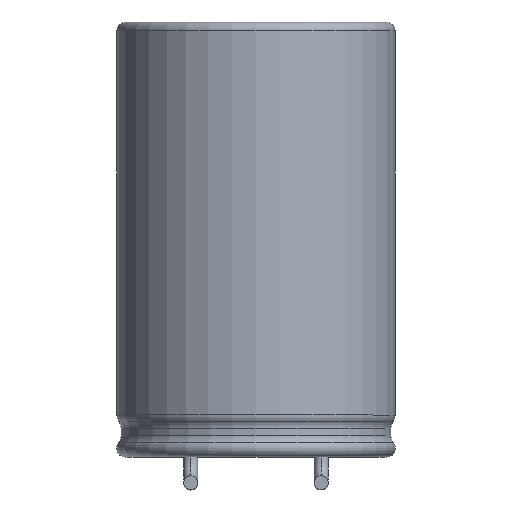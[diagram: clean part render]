
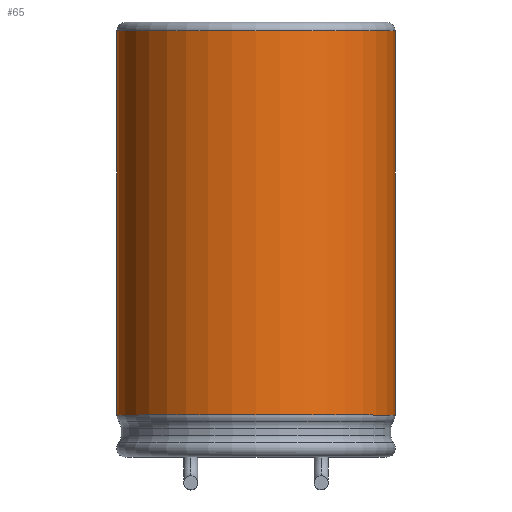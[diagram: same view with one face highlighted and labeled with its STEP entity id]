
A CAD part, top view. The second image highlights one B-rep face of the part: STEP entity #65.
In plain terms, the highlighted cylindrical face has radius 8 mm (diameter 16 mm), a partial arc.
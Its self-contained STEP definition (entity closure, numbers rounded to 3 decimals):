
#23 = CARTESIAN_POINT ( 'NONE',  ( 0., 24.5, 0. ) ) ;
#42 = VERTEX_POINT ( 'NONE', #1319 ) ;
#65 = ADVANCED_FACE ( 'NONE', ( #1184 ), #674, .T. ) ;
#86 = CARTESIAN_POINT ( 'NONE',  ( 0., 2.408, 0. ) ) ;
#201 = AXIS2_PLACEMENT_3D ( 'NONE', #86, #1580, #1394 ) ;
#219 = VERTEX_POINT ( 'NONE', #1088 ) ;
#222 = VECTOR ( 'NONE', #647, 1000. ) ;
#354 = ORIENTED_EDGE ( 'NONE', *, *, #963, .T. ) ;
#542 = CIRCLE ( 'NONE', #1692, 8. ) ;
#594 = ORIENTED_EDGE ( 'NONE', *, *, #1374, .T. ) ;
#647 = DIRECTION ( 'NONE',  ( 0., -1., 0. ) ) ;
#662 = LINE ( 'NONE', #1280, #222 ) ;
#674 = CYLINDRICAL_SURFACE ( 'NONE', #1337, 8. ) ;
#697 = ORIENTED_EDGE ( 'NONE', *, *, #1991, .F. ) ;
#831 = DIRECTION ( 'NONE',  ( 0., -1., 0. ) ) ;
#963 = EDGE_CURVE ( 'NONE', #219, #1937, #662, .T. ) ;
#1088 = CARTESIAN_POINT ( 'NONE',  ( -8., 24.5, 0. ) ) ;
#1144 = VERTEX_POINT ( 'NONE', #1730 ) ;
#1184 = FACE_OUTER_BOUND ( 'NONE', #1946, .T. ) ;
#1280 = CARTESIAN_POINT ( 'NONE',  ( -8., 25., 0. ) ) ;
#1319 = CARTESIAN_POINT ( 'NONE',  ( 8., 24.5, 0. ) ) ;
#1320 = DIRECTION ( 'NONE',  ( -1., 0., 0. ) ) ;
#1329 = CIRCLE ( 'NONE', #201, 8. ) ;
#1330 = CARTESIAN_POINT ( 'NONE',  ( 0., 25., 0. ) ) ;
#1337 = AXIS2_PLACEMENT_3D ( 'NONE', #1330, #1559, #1669 ) ;
#1374 = EDGE_CURVE ( 'NONE', #42, #219, #542, .T. ) ;
#1394 = DIRECTION ( 'NONE',  ( 1., 0., 0. ) ) ;
#1415 = CARTESIAN_POINT ( 'NONE',  ( -8., 2.408, 0. ) ) ;
#1476 = ORIENTED_EDGE ( 'NONE', *, *, #1927, .F. ) ;
#1559 = DIRECTION ( 'NONE',  ( 0., -1., 0. ) ) ;
#1580 = DIRECTION ( 'NONE',  ( 0., -1., 0. ) ) ;
#1649 = DIRECTION ( 'NONE',  ( 0., -1., 0. ) ) ;
#1669 = DIRECTION ( 'NONE',  ( 1., 0., 0. ) ) ;
#1692 = AXIS2_PLACEMENT_3D ( 'NONE', #23, #831, #1320 ) ;
#1708 = VECTOR ( 'NONE', #1649, 1000. ) ;
#1730 = CARTESIAN_POINT ( 'NONE',  ( 8., 2.408, 0. ) ) ;
#1830 = CARTESIAN_POINT ( 'NONE',  ( 8., 25., 0. ) ) ;
#1927 = EDGE_CURVE ( 'NONE', #42, #1144, #1997, .T. ) ;
#1937 = VERTEX_POINT ( 'NONE', #1415 ) ;
#1946 = EDGE_LOOP ( 'NONE', ( #594, #354, #697, #1476 ) ) ;
#1991 = EDGE_CURVE ( 'NONE', #1144, #1937, #1329, .T. ) ;
#1997 = LINE ( 'NONE', #1830, #1708 ) ;
